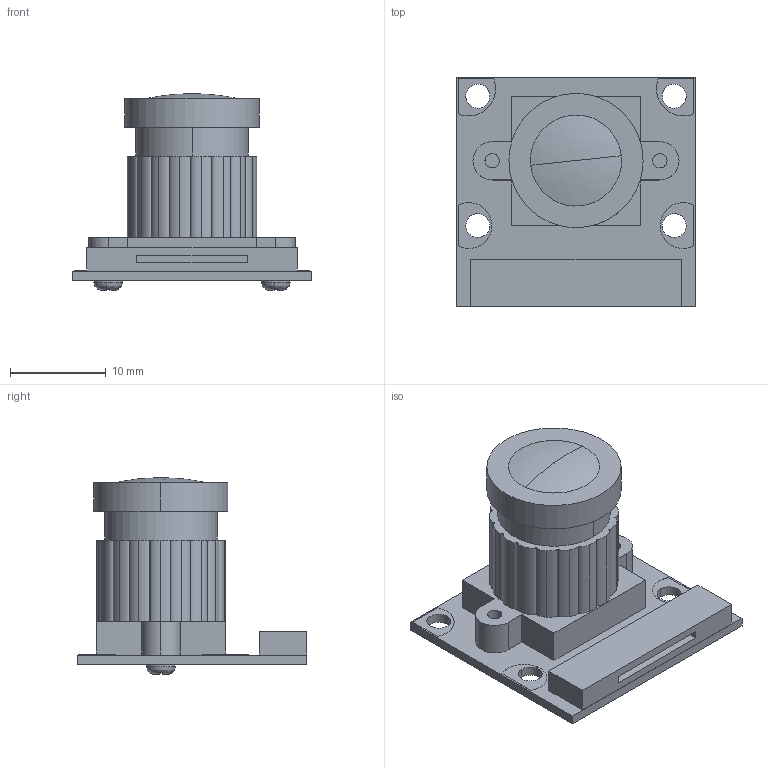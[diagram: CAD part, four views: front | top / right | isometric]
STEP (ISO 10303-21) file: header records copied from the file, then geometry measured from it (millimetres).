
FILE_DESCRIPTION (( 'STEP AP214' ), '1' );
FILE_NAME ('CAMERA PI COM LENTE.STEP', '2017-07-06T12:30:19', ( 'Projetos-2' ), ( '' ), 'SwSTEP 2.0', 'SolidWorks 2016', '' );
FILE_SCHEMA (( 'AUTOMOTIVE_DESIGN' ));
Length unit declared in the file: millimetre
Products named in the file (1): CAMERA PI COM LENTE
Bounding box: 25 x 24 x 20.5 mm (x, y, z)
Volume: 3561 mm3; surface area: 2498.6 mm2
Topology: 1 solids, 1 shells, 225 faces, 612 edges, 408 vertices
Faces by surface type: plane 131, bspline 94
Entity records: 10576 total; most frequent: CARTESIAN_POINT 3142, ORIENTED_EDGE 1224, DIRECTION 662, EDGE_CURVE 612, VERTEX_POINT 408, LINE 386, VECTOR 386, EDGE_LOOP 252
